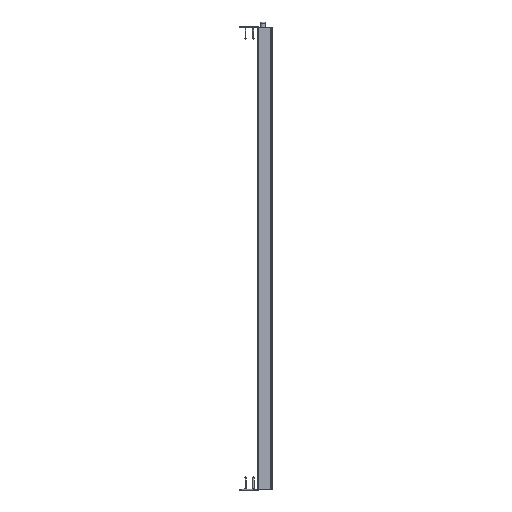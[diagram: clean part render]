
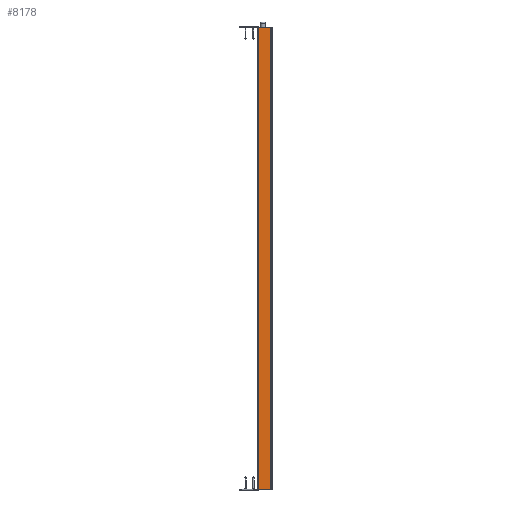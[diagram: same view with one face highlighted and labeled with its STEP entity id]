
A CAD part, left-side view. The second image highlights one B-rep face of the part: STEP entity #8178.
In plain terms, the highlighted planar face has unit normal (-1, 0, 0).
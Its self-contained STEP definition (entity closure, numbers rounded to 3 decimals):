
#97 = DIRECTION ( 'NONE',  ( 0., 1., 0. ) ) ;
#682 = DIRECTION ( 'NONE',  ( 0., 0., -1. ) ) ;
#2196 = VERTEX_POINT ( 'NONE', #6465 ) ;
#2254 = ORIENTED_EDGE ( 'NONE', *, *, #23398, .F. ) ;
#2924 = EDGE_CURVE ( 'NONE', #2196, #36312, #30371, .T. ) ;
#3507 = VECTOR ( 'NONE', #30422, 1000. ) ;
#3683 = FACE_OUTER_BOUND ( 'NONE', #27132, .T. ) ;
#4097 = EDGE_CURVE ( 'NONE', #2196, #32904, #19222, .T. ) ;
#6465 = CARTESIAN_POINT ( 'NONE',  ( -10., 0., 708. ) ) ;
#6739 = LINE ( 'NONE', #21272, #24277 ) ;
#8178 = ADVANCED_FACE ( 'NONE', ( #3683 ), #13948, .F. ) ;
#11656 = CARTESIAN_POINT ( 'NONE',  ( -10., -19., 708. ) ) ;
#12714 = CARTESIAN_POINT ( 'NONE',  ( -10., 0., 708. ) ) ;
#13948 = PLANE ( 'NONE',  #43953 ) ;
#15860 = CARTESIAN_POINT ( 'NONE',  ( -10., 1., 708. ) ) ;
#16622 = CARTESIAN_POINT ( 'NONE',  ( -10., 0., 0. ) ) ;
#19222 = LINE ( 'NONE', #15860, #3507 ) ;
#19633 = VERTEX_POINT ( 'NONE', #24713 ) ;
#19638 = DIRECTION ( 'NONE',  ( 0., 0., -1. ) ) ;
#21272 = CARTESIAN_POINT ( 'NONE',  ( -10., 1., 0. ) ) ;
#21697 = EDGE_CURVE ( 'NONE', #36312, #19633, #6739, .T. ) ;
#23104 = LINE ( 'NONE', #11656, #37999 ) ;
#23398 = EDGE_CURVE ( 'NONE', #32904, #19633, #23104, .T. ) ;
#24277 = VECTOR ( 'NONE', #38708, 1000. ) ;
#24713 = CARTESIAN_POINT ( 'NONE',  ( -10., -19., 0. ) ) ;
#25769 = CARTESIAN_POINT ( 'NONE',  ( -10., -19., 708. ) ) ;
#27132 = EDGE_LOOP ( 'NONE', ( #44768, #46452, #41190, #2254 ) ) ;
#28501 = CARTESIAN_POINT ( 'NONE',  ( -10., 1., 708. ) ) ;
#30371 = LINE ( 'NONE', #12714, #32636 ) ;
#30422 = DIRECTION ( 'NONE',  ( 0., -1., 0. ) ) ;
#32318 = DIRECTION ( 'NONE',  ( 1., 0., 0. ) ) ;
#32636 = VECTOR ( 'NONE', #19638, 1000. ) ;
#32904 = VERTEX_POINT ( 'NONE', #25769 ) ;
#36312 = VERTEX_POINT ( 'NONE', #16622 ) ;
#37999 = VECTOR ( 'NONE', #682, 1000. ) ;
#38708 = DIRECTION ( 'NONE',  ( 0., -1., 0. ) ) ;
#41190 = ORIENTED_EDGE ( 'NONE', *, *, #21697, .T. ) ;
#43953 = AXIS2_PLACEMENT_3D ( 'NONE', #28501, #32318, #97 ) ;
#44768 = ORIENTED_EDGE ( 'NONE', *, *, #4097, .F. ) ;
#46452 = ORIENTED_EDGE ( 'NONE', *, *, #2924, .T. ) ;
